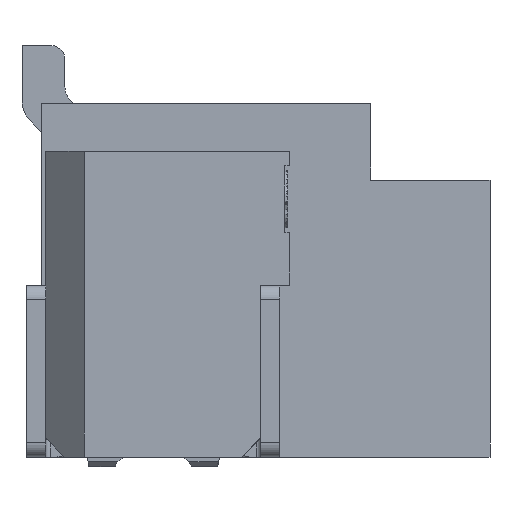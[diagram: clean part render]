
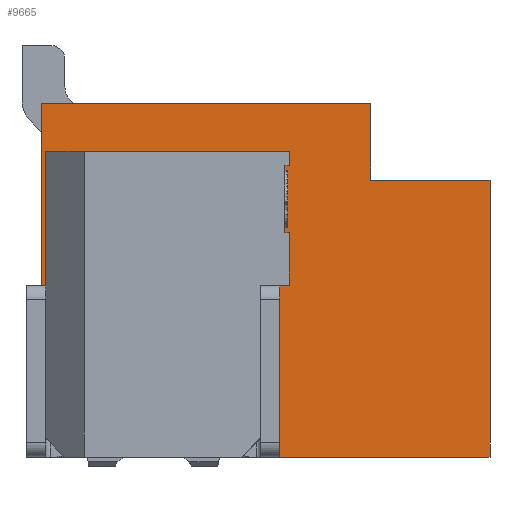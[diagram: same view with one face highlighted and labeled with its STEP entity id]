
A CAD part, left-side view. The second image highlights one B-rep face of the part: STEP entity #9665.
In plain terms, the highlighted planar face has unit normal (-1, 0, 0).
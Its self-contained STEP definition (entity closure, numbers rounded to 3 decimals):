
#5=DIRECTION('',(0.,1.,0.));
#6=VECTOR('',#5,3.45);
#7=CARTESIAN_POINT('',(-2.85,-1.45,3.7));
#8=LINE('',#7,#6);
#106=DIRECTION('',(0.,0.,1.));
#107=VECTOR('',#106,0.8);
#108=CARTESIAN_POINT('',(-2.85,-1.45,2.9));
#109=LINE('',#108,#107);
#516=DIRECTION('',(0.,-1.,0.));
#517=VECTOR('',#516,0.05);
#518=CARTESIAN_POINT('',(-2.85,2.,0.));
#519=LINE('',#518,#517);
#520=DIRECTION('',(0.,-1.,0.));
#521=VECTOR('',#520,2.4);
#522=CARTESIAN_POINT('',(-2.85,-0.3,0.));
#523=LINE('',#522,#521);
#2559=DIRECTION('',(0.,0.,-1.));
#2560=VECTOR('',#2559,3.7);
#2561=CARTESIAN_POINT('',(-2.85,2.,3.7));
#2562=LINE('',#2561,#2560);
#2567=DIRECTION('',(0.,0.,1.));
#2568=VECTOR('',#2567,2.9);
#2569=CARTESIAN_POINT('',(-2.85,-2.7,0.));
#2570=LINE('',#2569,#2568);
#2571=DIRECTION('',(0.,0.,1.));
#2572=VECTOR('',#2571,0.55);
#2573=CARTESIAN_POINT('',(-2.85,-0.6,1.8));
#2574=LINE('',#2573,#2572);
#2575=DIRECTION('',(0.,1.,0.));
#2576=VECTOR('',#2575,0.05);
#2577=CARTESIAN_POINT('',(-2.85,-0.6,2.35));
#2578=LINE('',#2577,#2576);
#2579=DIRECTION('',(0.,-1.,0.));
#2580=VECTOR('',#2579,0.05);
#2581=CARTESIAN_POINT('',(-2.85,-0.55,3.05));
#2582=LINE('',#2581,#2580);
#2583=DIRECTION('',(0.,0.,1.));
#2584=VECTOR('',#2583,0.15);
#2585=CARTESIAN_POINT('',(-2.85,-0.6,3.05));
#2586=LINE('',#2585,#2584);
#2587=DIRECTION('',(0.,-1.,0.));
#2588=VECTOR('',#2587,1.25);
#2589=CARTESIAN_POINT('',(-2.85,-1.45,2.9));
#2590=LINE('',#2589,#2588);
#2599=DIRECTION('',(0.,0.,-1.));
#2600=VECTOR('',#2599,1.8);
#2601=CARTESIAN_POINT('',(-2.85,-0.3,1.8));
#2602=LINE('',#2601,#2600);
#2704=DIRECTION('',(0.,0.,1.));
#2705=VECTOR('',#2704,3.2);
#2706=CARTESIAN_POINT('',(-2.85,1.95,0.));
#2707=LINE('',#2706,#2705);
#2805=DIRECTION('',(0.,-1.,0.));
#2806=VECTOR('',#2805,2.55);
#2807=CARTESIAN_POINT('',(-2.85,1.95,3.2));
#2808=LINE('',#2807,#2806);
#2920=DIRECTION('',(0.,1.,0.));
#2921=VECTOR('',#2920,0.3);
#2922=CARTESIAN_POINT('',(-2.85,-0.6,1.8));
#2923=LINE('',#2922,#2921);
#3544=DIRECTION('',(0.,0.,-1.));
#3545=VECTOR('',#3544,0.7);
#3546=CARTESIAN_POINT('',(-2.85,-0.55,3.05));
#3547=LINE('',#3546,#3545);
#5069=CARTESIAN_POINT('',(-2.85,-1.45,3.7));
#5071=VERTEX_POINT('',#5069);
#5072=CARTESIAN_POINT('',(-2.85,2.,3.7));
#5073=VERTEX_POINT('',#5072);
#5122=CARTESIAN_POINT('',(-2.85,-1.45,2.9));
#5123=VERTEX_POINT('',#5122);
#5246=CARTESIAN_POINT('',(-2.85,2.,0.));
#5247=VERTEX_POINT('',#5246);
#5248=CARTESIAN_POINT('',(-2.85,1.95,0.));
#5249=VERTEX_POINT('',#5248);
#5250=CARTESIAN_POINT('',(-2.85,-0.3,0.));
#5251=VERTEX_POINT('',#5250);
#5901=CARTESIAN_POINT('',(-2.85,-0.3,1.8));
#5902=VERTEX_POINT('',#5901);
#5903=CARTESIAN_POINT('',(-2.85,-0.6,1.8));
#5904=VERTEX_POINT('',#5903);
#5905=CARTESIAN_POINT('',(-2.85,-0.6,2.35));
#5906=VERTEX_POINT('',#5905);
#5907=CARTESIAN_POINT('',(-2.85,-0.55,2.35));
#5908=VERTEX_POINT('',#5907);
#5909=CARTESIAN_POINT('',(-2.85,-0.55,3.05));
#5910=VERTEX_POINT('',#5909);
#5911=CARTESIAN_POINT('',(-2.85,-0.6,3.05));
#5912=VERTEX_POINT('',#5911);
#5913=CARTESIAN_POINT('',(-2.85,-0.6,3.2));
#5914=VERTEX_POINT('',#5913);
#5915=CARTESIAN_POINT('',(-2.85,1.95,3.2));
#5916=VERTEX_POINT('',#5915);
#6569=CARTESIAN_POINT('',(-2.85,-2.7,2.9));
#6571=VERTEX_POINT('',#6569);
#6595=CARTESIAN_POINT('',(-2.85,-2.7,0.));
#6596=VERTEX_POINT('',#6595);
#9633=CARTESIAN_POINT('',(-2.85,-0.35,1.85));
#9634=DIRECTION('',(1.,0.,0.));
#9635=DIRECTION('',(0.,1.,0.));
#9636=AXIS2_PLACEMENT_3D('',#9633,#9634,#9635);
#9637=PLANE('',#9636);
#9638=ORIENTED_EDGE('',*,*,#6773,.F.);
#9639=ORIENTED_EDGE('',*,*,#7197,.F.);
#9641=ORIENTED_EDGE('',*,*,#9640,.F.);
#9643=ORIENTED_EDGE('',*,*,#9642,.F.);
#9645=ORIENTED_EDGE('',*,*,#9644,.T.);
#9647=ORIENTED_EDGE('',*,*,#9646,.T.);
#9649=ORIENTED_EDGE('',*,*,#9648,.F.);
#9651=ORIENTED_EDGE('',*,*,#9650,.T.);
#9653=ORIENTED_EDGE('',*,*,#9652,.T.);
#9655=ORIENTED_EDGE('',*,*,#9654,.F.);
#9657=ORIENTED_EDGE('',*,*,#9656,.F.);
#9658=ORIENTED_EDGE('',*,*,#7193,.F.);
#9659=ORIENTED_EDGE('',*,*,#9627,.F.);
#9660=ORIENTED_EDGE('',*,*,#6604,.F.);
#9661=ORIENTED_EDGE('',*,*,#6667,.F.);
#9662=ORIENTED_EDGE('',*,*,#6738,.T.);
#9663=EDGE_LOOP('',(#9638,#9639,#9641,#9643,#9645,#9647,#9649,#9651,#9653,#9655,
#9657,#9658,#9659,#9660,#9661,#9662));
#9664=FACE_OUTER_BOUND('',#9663,.F.);
#6604=EDGE_CURVE('',#5071,#5073,#8,.T.);
#6667=EDGE_CURVE('',#5123,#5071,#109,.T.);
#6738=EDGE_CURVE('',#5123,#6571,#2590,.T.);
#6773=EDGE_CURVE('',#6596,#6571,#2570,.T.);
#7193=EDGE_CURVE('',#5247,#5249,#519,.T.);
#7197=EDGE_CURVE('',#5251,#6596,#523,.T.);
#9627=EDGE_CURVE('',#5073,#5247,#2562,.T.);
#9640=EDGE_CURVE('',#5902,#5251,#2602,.T.);
#9642=EDGE_CURVE('',#5904,#5902,#2923,.T.);
#9644=EDGE_CURVE('',#5904,#5906,#2574,.T.);
#9646=EDGE_CURVE('',#5906,#5908,#2578,.T.);
#9648=EDGE_CURVE('',#5910,#5908,#3547,.T.);
#9650=EDGE_CURVE('',#5910,#5912,#2582,.T.);
#9652=EDGE_CURVE('',#5912,#5914,#2586,.T.);
#9654=EDGE_CURVE('',#5916,#5914,#2808,.T.);
#9656=EDGE_CURVE('',#5249,#5916,#2707,.T.);
#9665=ADVANCED_FACE('',(#9664),#9637,.F.);
